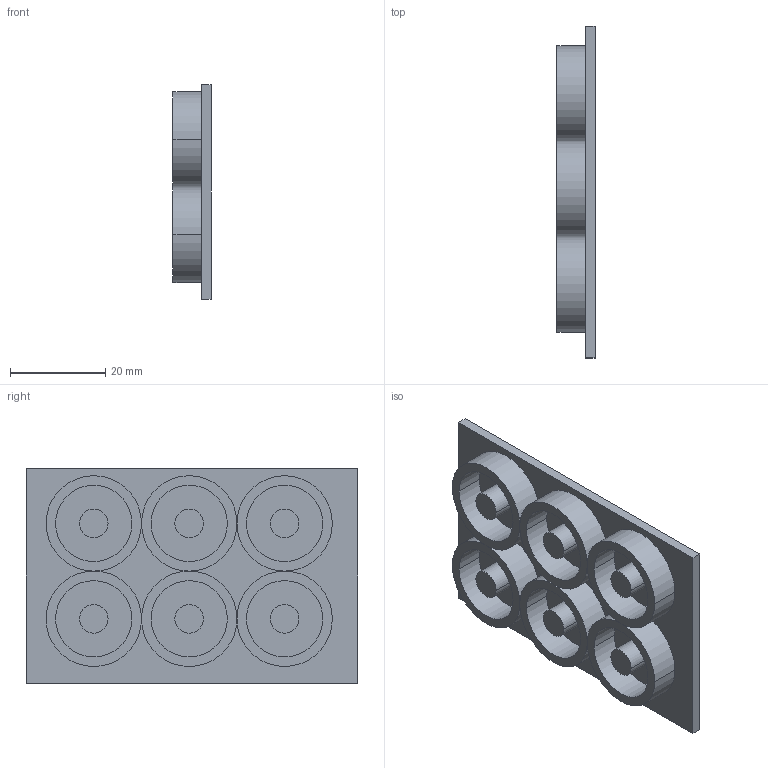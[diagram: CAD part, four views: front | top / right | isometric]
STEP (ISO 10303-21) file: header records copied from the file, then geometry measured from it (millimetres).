
FILE_DESCRIPTION(('CATIA V5 STEP Exchange'),'2;1');
FILE_NAME('bop.stp','2023-11-28T09:37:45+00:00',('none'),('none'),'CATIA Unofficial Packaging Version SP3','CATIA V5 STEP AP203','none');
FILE_SCHEMA(('CONFIG_CONTROL_DESIGN'));
Length unit declared in the file: millimetre
Products named in the file (1): bop
Bounding box: 8 x 69.5 x 45.05 mm (x, y, z)
Volume: 11351.2 mm3; surface area: 11470.1 mm2
Topology: 1 solids, 1 shells, 68 faces, 138 edges, 85 vertices
Faces by surface type: cylinder 42, plane 26
Entity records: 1540 total; most frequent: ORIENTED_EDGE 276, CARTESIAN_POINT 249, DIRECTION 188, EDGE_CURVE 138, AXIS2_PLACEMENT_3D 110, VERTEX_POINT 85, CIRCLE 84, EDGE_LOOP 81
